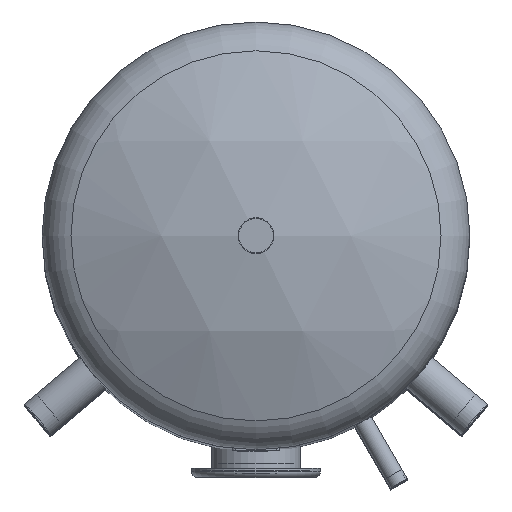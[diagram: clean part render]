
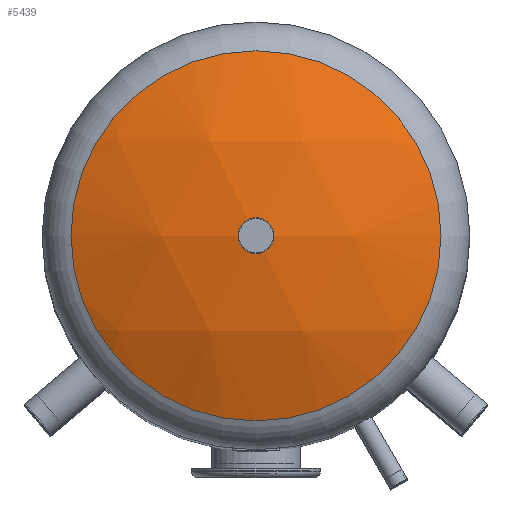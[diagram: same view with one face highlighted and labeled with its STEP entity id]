
A CAD part, top view. The second image highlights one B-rep face of the part: STEP entity #5439.
In plain terms, the highlighted spherical face has radius 604 mm.
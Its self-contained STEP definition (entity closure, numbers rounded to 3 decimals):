
#1360=FACE_OUTER_BOUND($,#1729,.T.);
#1729=EDGE_LOOP($,(#3867));
#2206=CIRCLE($,#5843,258.2);
#2552=VERTEX_POINT($,#8410);
#3084=EDGE_CURVE($,#2552,#2552,#2206,.T.);
#3867=ORIENTED_EDGE($,*,*,#3084,.F.);
#5422=SPHERICAL_SURFACE($,#5842,604.);
#5439=ADVANCED_FACE($,(#1360),#5422,.T.);
#5842=AXIS2_PLACEMENT_3D($,#8409,#6564,#6565);
#5843=AXIS2_PLACEMENT_3D($,#8411,#6566,#6567);
#6564=DIRECTION('center_axis',(0.,1.,0.));
#6565=DIRECTION('ref_axis',(1.,0.,0.));
#6566=DIRECTION('center_axis',(0.,0.,
-1.));
#6567=DIRECTION('ref_axis',(-1.,0.,0.));
#8409=CARTESIAN_POINT('Origin',(0.,0.,1243.82));
#8410=CARTESIAN_POINT('',(-258.2,0.,1789.85));
#8411=CARTESIAN_POINT('Origin',(0.,0.,
1789.85));
